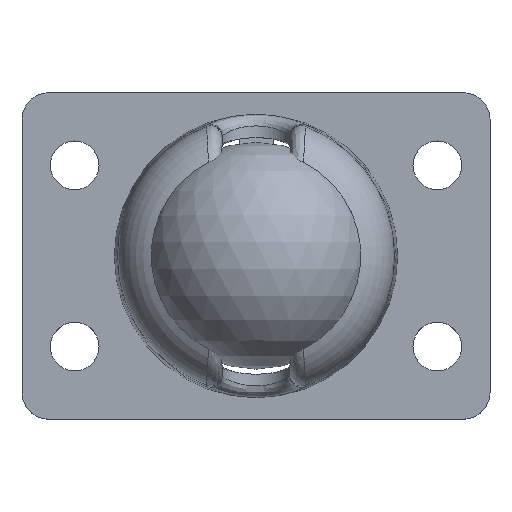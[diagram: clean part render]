
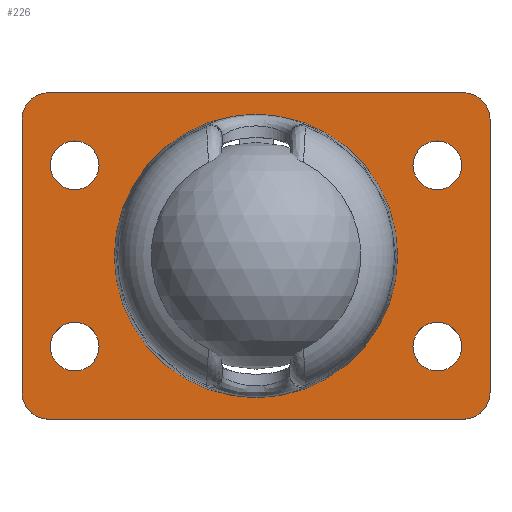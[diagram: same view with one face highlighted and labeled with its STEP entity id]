
A CAD part, top view. The second image highlights one B-rep face of the part: STEP entity #226.
In plain terms, the highlighted planar face has unit normal (0, 0, 1).
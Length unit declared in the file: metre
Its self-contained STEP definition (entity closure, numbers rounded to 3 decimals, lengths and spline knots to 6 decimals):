
#226 = ADVANCED_FACE( '', ( #448, #449, #450, #451, #452, #453 ), #454, .T. );
#448 = FACE_OUTER_BOUND( '', #900, .T. );
#449 = FACE_BOUND( '', #901, .T. );
#450 = FACE_BOUND( '', #902, .T. );
#451 = FACE_BOUND( '', #903, .T. );
#452 = FACE_BOUND( '', #904, .T. );
#453 = FACE_BOUND( '', #905, .T. );
#454 = PLANE( '', #906 );
#900 = EDGE_LOOP( '', ( #1467, #1468, #1469, #1470, #1471, #1472, #1473, #1474 ) );
#901 = EDGE_LOOP( '', ( #1475 ) );
#902 = EDGE_LOOP( '', ( #1476 ) );
#903 = EDGE_LOOP( '', ( #1477 ) );
#904 = EDGE_LOOP( '', ( #1478 ) );
#905 = EDGE_LOOP( '', ( #1479 ) );
#906 = AXIS2_PLACEMENT_3D( '', #1480, #1481, #1482 );
#1467 = ORIENTED_EDGE( '', *, *, #1702, .T. );
#1468 = ORIENTED_EDGE( '', *, *, #1787, .T. );
#1469 = ORIENTED_EDGE( '', *, *, #1706, .T. );
#1470 = ORIENTED_EDGE( '', *, *, #1710, .T. );
#1471 = ORIENTED_EDGE( '', *, *, #1788, .T. );
#1472 = ORIENTED_EDGE( '', *, *, #1759, .T. );
#1473 = ORIENTED_EDGE( '', *, *, #1789, .T. );
#1474 = ORIENTED_EDGE( '', *, *, #1784, .T. );
#1475 = ORIENTED_EDGE( '', *, *, #1776, .T. );
#1476 = ORIENTED_EDGE( '', *, *, #1650, .T. );
#1477 = ORIENTED_EDGE( '', *, *, #1727, .T. );
#1478 = ORIENTED_EDGE( '', *, *, #1769, .T. );
#1479 = ORIENTED_EDGE( '', *, *, #1643, .T. );
#1480 = CARTESIAN_POINT( '', ( 0.02065, 0.01265, 0. ) );
#1481 = DIRECTION( '', ( 0., 0., 1. ) );
#1482 = DIRECTION( '', ( 1., 0., 0. ) );
#1643 = EDGE_CURVE( '', #1897, #1897, #1898, .T. );
#1650 = EDGE_CURVE( '', #1908, #1908, #1909, .T. );
#1702 = EDGE_CURVE( '', #1991, #1989, #1992, .T. );
#1706 = EDGE_CURVE( '', #1997, #1995, #1998, .T. );
#1710 = EDGE_CURVE( '', #1995, #2001, #2003, .T. );
#1727 = EDGE_CURVE( '', #2026, #2026, #2027, .T. );
#1759 = EDGE_CURVE( '', #2070, #2068, #2071, .T. );
#1769 = EDGE_CURVE( '', #2082, #2082, #2083, .T. );
#1776 = EDGE_CURVE( '', #2091, #2091, #2092, .T. );
#1784 = EDGE_CURVE( '', #2100, #1991, #2101, .T. );
#1787 = EDGE_CURVE( '', #1989, #1997, #2104, .T. );
#1788 = EDGE_CURVE( '', #2001, #2070, #2105, .T. );
#1789 = EDGE_CURVE( '', #2068, #2100, #2106, .T. );
#1897 = VERTEX_POINT( '', #2379 );
#1898 = CIRCLE( '', #2380, 0.00215 );
#1908 = VERTEX_POINT( '', #2426 );
#1909 = CIRCLE( '', #2427, 0.00215 );
#1989 = VERTEX_POINT( '', #2656 );
#1991 = VERTEX_POINT( '', #2659 );
#1992 = LINE( '', #2660, #2661 );
#1995 = VERTEX_POINT( '', #2665 );
#1997 = VERTEX_POINT( '', #2668 );
#1998 = LINE( '', #2669, #2670 );
#2001 = VERTEX_POINT( '', #2674 );
#2003 = CIRCLE( '', #2677, 0.002325 );
#2026 = VERTEX_POINT( '', #2740 );
#2027 = CIRCLE( '', #2741, 0.00215 );
#2068 = VERTEX_POINT( '', #2835 );
#2070 = VERTEX_POINT( '', #2838 );
#2071 = CIRCLE( '', #2839, 0.002325 );
#2082 = VERTEX_POINT( '', #2882 );
#2083 = CIRCLE( '', #2883, 0.00215 );
#2091 = VERTEX_POINT( '', #2898 );
#2092 = CIRCLE( '', #2899, 0.0125 );
#2100 = VERTEX_POINT( '', #2911 );
#2101 = CIRCLE( '', #2912, 0.002325 );
#2104 = CIRCLE( '', #2916, 0.002325 );
#2105 = LINE( '', #2917, #2918 );
#2106 = LINE( '', #2919, #2920 );
#2379 = CARTESIAN_POINT( '', ( 0.0025, 0.00465, 0. ) );
#2380 = AXIS2_PLACEMENT_3D( '', #2974, #2975, #2976 );
#2426 = CARTESIAN_POINT( '', ( 0.0345, 0.02065, 0. ) );
#2427 = AXIS2_PLACEMENT_3D( '', #2981, #2982, #2983 );
#2656 = CARTESIAN_POINT( '', ( 0., 0.000575, 0. ) );
#2659 = CARTESIAN_POINT( '', ( 0., 0.024725, 0. ) );
#2660 = CARTESIAN_POINT( '', ( 0., 0.024725, 0. ) );
#2661 = VECTOR( '', #3030, 1. );
#2665 = CARTESIAN_POINT( '', ( 0.038975, -0.00175, 0. ) );
#2668 = CARTESIAN_POINT( '', ( 0.002325, -0.00175, 0. ) );
#2669 = CARTESIAN_POINT( '', ( 0.002325, -0.00175, 0. ) );
#2670 = VECTOR( '', #3033, 1. );
#2674 = CARTESIAN_POINT( '', ( 0.0413, 0.000575, 0. ) );
#2677 = AXIS2_PLACEMENT_3D( '', #3036, #3037, #3038 );
#2740 = CARTESIAN_POINT( '', ( 0.0025, 0.02065, 0. ) );
#2741 = AXIS2_PLACEMENT_3D( '', #3050, #3051, #3052 );
#2835 = CARTESIAN_POINT( '', ( 0.038975, 0.02705, 0. ) );
#2838 = CARTESIAN_POINT( '', ( 0.0413, 0.024725, 0. ) );
#2839 = AXIS2_PLACEMENT_3D( '', #3081, #3082, #3083 );
#2882 = CARTESIAN_POINT( '', ( 0.0345, 0.00465, 0. ) );
#2883 = AXIS2_PLACEMENT_3D( '', #3088, #3089, #3090 );
#2898 = CARTESIAN_POINT( '', ( 0.00815, 0.01265, 0. ) );
#2899 = AXIS2_PLACEMENT_3D( '', #3094, #3095, #3096 );
#2911 = CARTESIAN_POINT( '', ( 0.002325, 0.02705, 0. ) );
#2912 = AXIS2_PLACEMENT_3D( '', #3104, #3105, #3106 );
#2916 = AXIS2_PLACEMENT_3D( '', #3108, #3109, #3110 );
#2917 = CARTESIAN_POINT( '', ( 0.0413, 0.000575, 0. ) );
#2918 = VECTOR( '', #3111, 1. );
#2919 = CARTESIAN_POINT( '', ( 0.038975, 0.02705, 0. ) );
#2920 = VECTOR( '', #3112, 1. );
#2974 = CARTESIAN_POINT( '', ( 0.00465, 0.00465, 0. ) );
#2975 = DIRECTION( '', ( 0., 0., -1. ) );
#2976 = DIRECTION( '', ( -1., 0., 0. ) );
#2981 = CARTESIAN_POINT( '', ( 0.03665, 0.02065, 0. ) );
#2982 = DIRECTION( '', ( 0., 0., -1. ) );
#2983 = DIRECTION( '', ( -1., 0., 0. ) );
#3030 = DIRECTION( '', ( 0., -1., 0. ) );
#3033 = DIRECTION( '', ( 1., 0., 0. ) );
#3036 = CARTESIAN_POINT( '', ( 0.038975, 0.000575, 0. ) );
#3037 = DIRECTION( '', ( 0., 0., 1. ) );
#3038 = DIRECTION( '', ( -1., 0., 0. ) );
#3050 = CARTESIAN_POINT( '', ( 0.00465, 0.02065, 0. ) );
#3051 = DIRECTION( '', ( 0., 0., -1. ) );
#3052 = DIRECTION( '', ( -1., 0., 0. ) );
#3081 = CARTESIAN_POINT( '', ( 0.038975, 0.024725, 0. ) );
#3082 = DIRECTION( '', ( 0., 0., 1. ) );
#3083 = DIRECTION( '', ( 0., -1., 0. ) );
#3088 = CARTESIAN_POINT( '', ( 0.03665, 0.00465, 0. ) );
#3089 = DIRECTION( '', ( 0., 0., -1. ) );
#3090 = DIRECTION( '', ( -1., 0., 0. ) );
#3094 = CARTESIAN_POINT( '', ( 0.02065, 0.01265, 0. ) );
#3095 = DIRECTION( '', ( 0., 0., -1. ) );
#3096 = DIRECTION( '', ( -1., 0., 0. ) );
#3104 = CARTESIAN_POINT( '', ( 0.002325, 0.024725, 0. ) );
#3105 = DIRECTION( '', ( 0., 0., 1. ) );
#3106 = DIRECTION( '', ( 1., 0., 0. ) );
#3108 = CARTESIAN_POINT( '', ( 0.002325, 0.000575, 0. ) );
#3109 = DIRECTION( '', ( 0., 0., 1. ) );
#3110 = DIRECTION( '', ( 0., 1., 0. ) );
#3111 = DIRECTION( '', ( 0., 1., 0. ) );
#3112 = DIRECTION( '', ( -1., 0., 0. ) );
